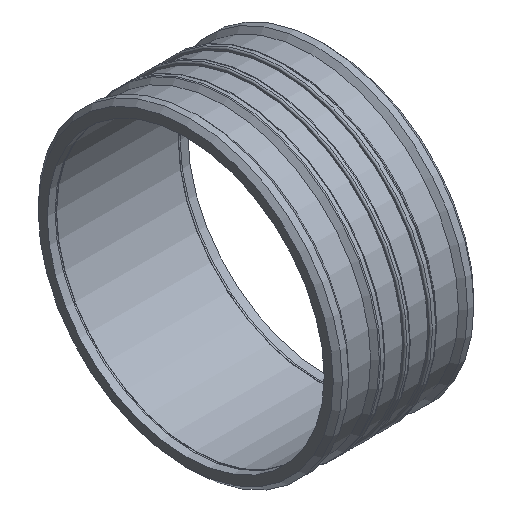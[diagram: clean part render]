
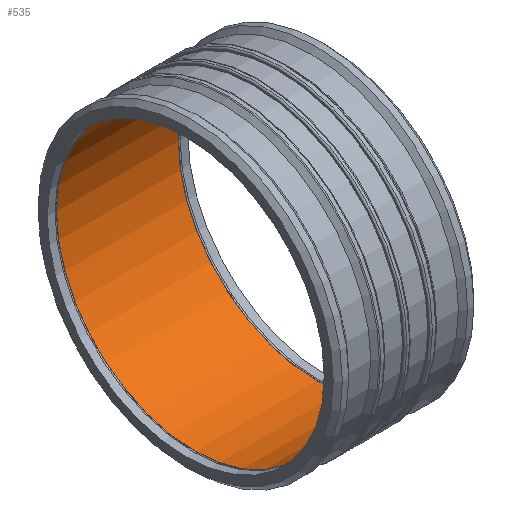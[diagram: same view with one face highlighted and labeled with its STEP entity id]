
A CAD part, isometric view. The second image highlights one B-rep face of the part: STEP entity #535.
In plain terms, the highlighted cylindrical face has radius 315 mm (diameter 630 mm), a full revolution.
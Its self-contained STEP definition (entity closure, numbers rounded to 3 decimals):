
#47=CYLINDRICAL_SURFACE('',#624,315.);
#87=FACE_BOUND('',#224,.T.);
#139=FACE_OUTER_BOUND('',#223,.T.);
#223=EDGE_LOOP('',(#471));
#224=EDGE_LOOP('',(#472));
#271=CIRCLE('',#623,315.);
#272=CIRCLE('',#625,315.);
#319=VERTEX_POINT('',#1038);
#320=VERTEX_POINT('',#1041);
#371=EDGE_CURVE('',#319,#319,#271,.T.);
#372=EDGE_CURVE('',#320,#320,#272,.T.);
#471=ORIENTED_EDGE('',*,*,#371,.T.);
#472=ORIENTED_EDGE('',*,*,#372,.F.);
#535=ADVANCED_FACE('',(#139,#87),#47,.F.);
#623=AXIS2_PLACEMENT_3D('',#1039,#797,#798);
#624=AXIS2_PLACEMENT_3D('',#1040,#799,#800);
#625=AXIS2_PLACEMENT_3D('',#1042,#801,#802);
#797=DIRECTION('center_axis',(1.,0.,0.));
#798=DIRECTION('ref_axis',(0.,0.,-1.));
#799=DIRECTION('center_axis',(1.,0.,0.));
#800=DIRECTION('ref_axis',(0.,1.,0.));
#801=DIRECTION('center_axis',(1.,0.,0.));
#802=DIRECTION('ref_axis',(0.,0.,-1.));
#1038=CARTESIAN_POINT('',(138.844,315.,0.));
#1039=CARTESIAN_POINT('Origin',(138.844,0.,0.));
#1040=CARTESIAN_POINT('Origin',(-69.422,0.,
0.));
#1041=CARTESIAN_POINT('',(-138.844,315.,0.));
#1042=CARTESIAN_POINT('Origin',(-138.844,0.,0.));
